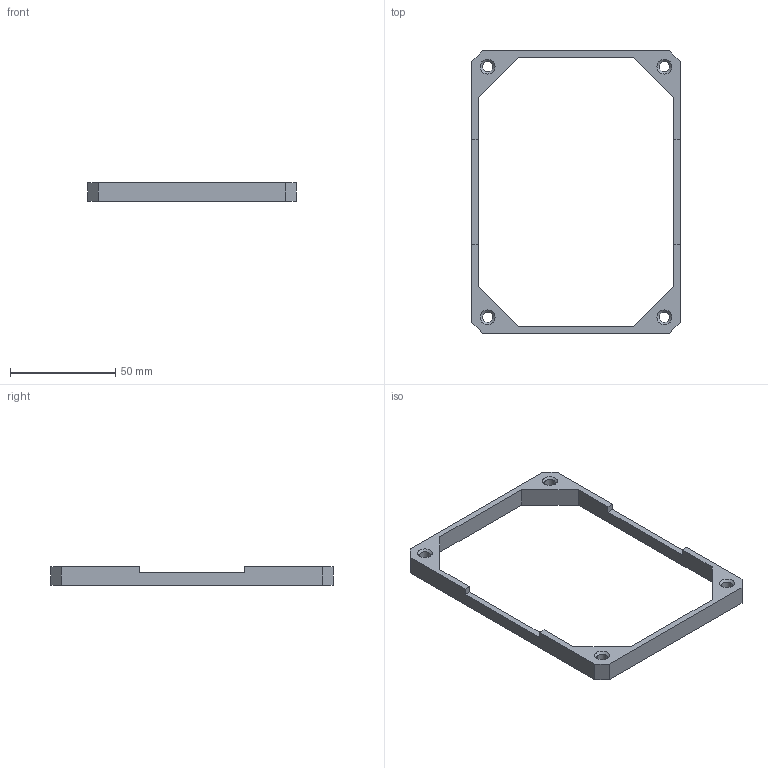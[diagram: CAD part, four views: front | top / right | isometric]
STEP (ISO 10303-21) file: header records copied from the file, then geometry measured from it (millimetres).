
FILE_DESCRIPTION(('FreeCAD Model'),'2;1');
FILE_NAME('Open CASCADE Shape Model','2024-08-14T09:43:35',(''),(''), 'Open CASCADE STEP processor 7.6','FreeCAD','Unknown');
FILE_SCHEMA(('AUTOMOTIVE_DESIGN { 1 0 10303 214 1 1 1 1 }'));
Length unit declared in the file: millimetre
Products named in the file (1): Middle
Bounding box: 98.8 x 133.8 x 9 mm (x, y, z)
Volume: 16606.3 mm3; surface area: 11495.9 mm2
Topology: 1 solids, 1 shells, 37 faces, 100 edges, 64 vertices
Faces by surface type: plane 25, cone 8, cylinder 4
Full cylindrical faces by diameter (mm): 5 x4
Entity records: 1188 total; most frequent: CARTESIAN_POINT 202, ORIENTED_EDGE 200, DIRECTION 192, EDGE_CURVE 100, LINE 84, VECTOR 84, VERTEX_POINT 64, AXIS2_PLACEMENT_3D 54
